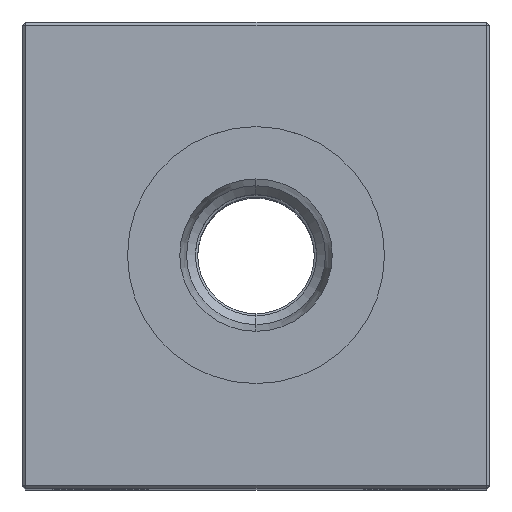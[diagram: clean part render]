
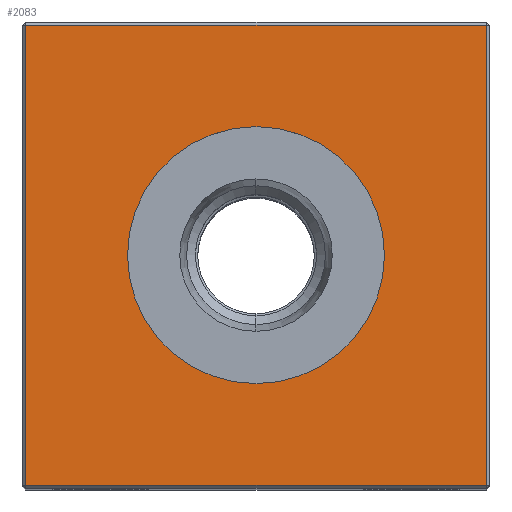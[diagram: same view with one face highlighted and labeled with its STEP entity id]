
A CAD part, top view. The second image highlights one B-rep face of the part: STEP entity #2083.
In plain terms, the highlighted planar face has unit normal (0, 0, 1).
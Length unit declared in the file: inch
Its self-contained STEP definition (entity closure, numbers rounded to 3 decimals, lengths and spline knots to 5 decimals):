
#2 = VECTOR ( 'NONE', #14135, 39.37008 ) ;
#356 = LINE ( 'NONE', #4507, #12158 ) ;
#732 = CARTESIAN_POINT ( 'NONE',  ( 0., 0., 3.25 ) ) ;
#922 = LINE ( 'NONE', #8713, #4061 ) ;
#1423 = DIRECTION ( 'NONE',  ( -1., 0., 0. ) ) ;
#1805 = LINE ( 'NONE', #23870, #2 ) ;
#1958 = EDGE_CURVE ( 'NONE', #14651, #21445, #922, .T. ) ;
#2083 = ADVANCED_FACE ( 'NONE', ( #15302, #19203 ), #15680, .F. ) ;
#2121 = AXIS2_PLACEMENT_3D ( 'NONE', #732, #22545, #22272 ) ;
#2458 = CARTESIAN_POINT ( 'NONE',  ( -0.74, -0.74, 3.25 ) ) ;
#2855 = LINE ( 'NONE', #14664, #17449 ) ;
#3263 = CIRCLE ( 'NONE', #18187, 0.41339 ) ;
#3497 = CARTESIAN_POINT ( 'NONE',  ( 0., 0., 3.25 ) ) ;
#4061 = VECTOR ( 'NONE', #16625, 39.37008 ) ;
#4507 = CARTESIAN_POINT ( 'NONE',  ( 0., -0.74, 3.25 ) ) ;
#4878 = ORIENTED_EDGE ( 'NONE', *, *, #8321, .T. ) ;
#5420 = CARTESIAN_POINT ( 'NONE',  ( 0.74, 0.74, 3.25 ) ) ;
#5790 = VERTEX_POINT ( 'NONE', #7267 ) ;
#6065 = EDGE_CURVE ( 'NONE', #5790, #10223, #3263, .T. ) ;
#6275 = EDGE_CURVE ( 'NONE', #10223, #5790, #17870, .T. ) ;
#7267 = CARTESIAN_POINT ( 'NONE',  ( 0., -0.41339, 3.25 ) ) ;
#8321 = EDGE_CURVE ( 'NONE', #8507, #14651, #1805, .T. ) ;
#8372 = ORIENTED_EDGE ( 'NONE', *, *, #18929, .T. ) ;
#8507 = VERTEX_POINT ( 'NONE', #5420 ) ;
#8713 = CARTESIAN_POINT ( 'NONE',  ( -0.74, 0., 3.25 ) ) ;
#8821 = DIRECTION ( 'NONE',  ( 0., 1., 0. ) ) ;
#9942 = DIRECTION ( 'NONE',  ( -1., 0., 0. ) ) ;
#10223 = VERTEX_POINT ( 'NONE', #25692 ) ;
#11897 = CARTESIAN_POINT ( 'NONE',  ( 0., 0., 3.25 ) ) ;
#12158 = VECTOR ( 'NONE', #16835, 39.37008 ) ;
#12595 = EDGE_CURVE ( 'NONE', #21445, #22634, #356, .T. ) ;
#12691 = ORIENTED_EDGE ( 'NONE', *, *, #6065, .T. ) ;
#13383 = EDGE_LOOP ( 'NONE', ( #15891, #14865, #8372, #4878 ) ) ;
#13492 = DIRECTION ( 'NONE',  ( 0., 0., -1. ) ) ;
#14135 = DIRECTION ( 'NONE',  ( -1., 0., 0. ) ) ;
#14651 = VERTEX_POINT ( 'NONE', #18080 ) ;
#14664 = CARTESIAN_POINT ( 'NONE',  ( 0.74, 0., 3.25 ) ) ;
#14865 = ORIENTED_EDGE ( 'NONE', *, *, #12595, .T. ) ;
#15242 = AXIS2_PLACEMENT_3D ( 'NONE', #3497, #13492, #1423 ) ;
#15302 = FACE_OUTER_BOUND ( 'NONE', #13383, .T. ) ;
#15680 = PLANE ( 'NONE',  #15242 ) ;
#15891 = ORIENTED_EDGE ( 'NONE', *, *, #1958, .T. ) ;
#16216 = EDGE_LOOP ( 'NONE', ( #16318, #12691 ) ) ;
#16318 = ORIENTED_EDGE ( 'NONE', *, *, #6275, .T. ) ;
#16625 = DIRECTION ( 'NONE',  ( 0., -1., 0. ) ) ;
#16835 = DIRECTION ( 'NONE',  ( 1., 0., 0. ) ) ;
#17449 = VECTOR ( 'NONE', #8821, 39.37008 ) ;
#17870 = CIRCLE ( 'NONE', #2121, 0.41339 ) ;
#18080 = CARTESIAN_POINT ( 'NONE',  ( -0.74, 0.74, 3.25 ) ) ;
#18187 = AXIS2_PLACEMENT_3D ( 'NONE', #11897, #24084, #9942 ) ;
#18929 = EDGE_CURVE ( 'NONE', #22634, #8507, #2855, .T. ) ;
#19203 = FACE_BOUND ( 'NONE', #16216, .T. ) ;
#21445 = VERTEX_POINT ( 'NONE', #2458 ) ;
#22272 = DIRECTION ( 'NONE',  ( -1., 0., 0. ) ) ;
#22291 = CARTESIAN_POINT ( 'NONE',  ( 0.74, -0.74, 3.25 ) ) ;
#22545 = DIRECTION ( 'NONE',  ( 0., 0., -1. ) ) ;
#22634 = VERTEX_POINT ( 'NONE', #22291 ) ;
#23870 = CARTESIAN_POINT ( 'NONE',  ( 0., 0.74, 3.25 ) ) ;
#24084 = DIRECTION ( 'NONE',  ( 0., 0., -1. ) ) ;
#25692 = CARTESIAN_POINT ( 'NONE',  ( 0., 0.41339, 3.25 ) ) ;
